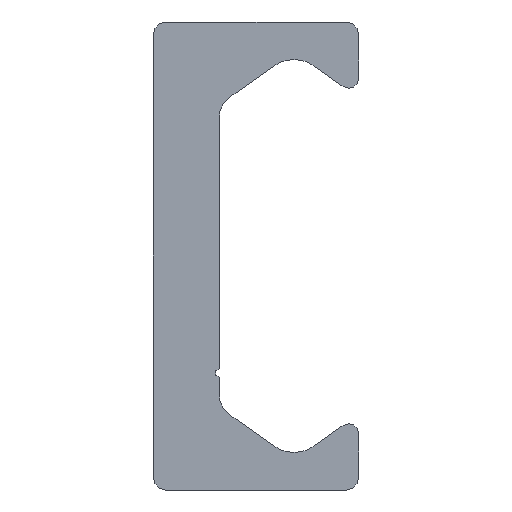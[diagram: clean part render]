
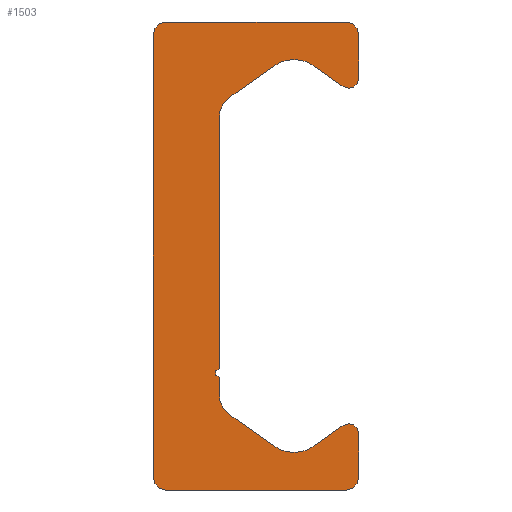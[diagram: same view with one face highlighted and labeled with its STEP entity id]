
A CAD part, left-side view. The second image highlights one B-rep face of the part: STEP entity #1503.
In plain terms, the highlighted planar face has unit normal (-1, 0, 0).
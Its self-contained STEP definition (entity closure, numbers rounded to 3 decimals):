
#708=CARTESIAN_POINT('',(0.0,2.2,-8.283));
#709=VERTEX_POINT('',#708);
#716=CARTESIAN_POINT('',(0.0,1.56,-9.512));
#717=VERTEX_POINT('',#716);
#718=CARTESIAN_POINT('',(0.0,0.7,-8.283));
#719=DIRECTION('',(-1.0,0.0,0.0));
#720=DIRECTION('',(0.0,-0.574,0.819));
#721=AXIS2_PLACEMENT_3D('',#718,#719,#720);
#722=CIRCLE('',#721,1.5);
#723=EDGE_CURVE('',#709,#717,#722,.T.);
#747=CARTESIAN_POINT('',(0.0,2.2,-7.25));
#748=VERTEX_POINT('',#747);
#755=CARTESIAN_POINT('',(0.0,2.2,-7.25));
#756=DIRECTION('',(0.0,0.0,-1.0));
#757=VECTOR('',#756,1.033);
#758=LINE('',#755,#757);
#759=EDGE_CURVE('',#748,#709,#758,.T.);
#779=CARTESIAN_POINT('',(0.0,2.2,-6.75));
#780=VERTEX_POINT('',#779);
#787=CARTESIAN_POINT('',(0.0,2.2,-7.));
#788=DIRECTION('',(-1.0,0.0,0.0));
#789=DIRECTION('',(0.0,-1.0,0.0));
#790=AXIS2_PLACEMENT_3D('',#787,#788,#789);
#791=CIRCLE('',#790,0.25);
#792=EDGE_CURVE('',#780,#748,#791,.T.);
#811=CARTESIAN_POINT('',(0.0,2.2,8.283));
#812=VERTEX_POINT('',#811);
#819=CARTESIAN_POINT('',(0.0,2.2,8.283));
#820=DIRECTION('',(0.0,0.0,-1.0));
#821=VECTOR('',#820,15.033);
#822=LINE('',#819,#821);
#823=EDGE_CURVE('',#812,#780,#822,.T.);
#882=CARTESIAN_POINT('',(0.0,1.56,9.512));
#883=VERTEX_POINT('',#882);
#890=CARTESIAN_POINT('',(0.0,0.7,8.283));
#891=DIRECTION('',(-1.0,0.0,0.0));
#892=DIRECTION('',(0.0,-1.0,0.0));
#893=AXIS2_PLACEMENT_3D('',#890,#891,#892);
#894=CIRCLE('',#893,1.5);
#895=EDGE_CURVE('',#883,#812,#894,.T.);
#914=CARTESIAN_POINT('',(0.0,-1.123,11.391));
#915=VERTEX_POINT('',#914);
#922=CARTESIAN_POINT('',(0.0,-1.123,11.391));
#923=DIRECTION('',(0.0,0.819,-0.574));
#924=VECTOR('',#923,3.276);
#925=LINE('',#922,#924);
#926=EDGE_CURVE('',#915,#883,#925,.T.);
#946=CARTESIAN_POINT('',(0.0,-3.417,11.391));
#947=VERTEX_POINT('',#946);
#954=CARTESIAN_POINT('',(0.0,-2.27,9.753));
#955=DIRECTION('',(-1.0,0.0,0.0));
#956=DIRECTION('',(0.0,-0.574,-0.819));
#957=AXIS2_PLACEMENT_3D('',#954,#955,#956);
#958=CIRCLE('',#957,2.);
#959=EDGE_CURVE('',#947,#915,#958,.T.);
#978=CARTESIAN_POINT('',(0.0,-5.206,10.139));
#979=VERTEX_POINT('',#978);
#986=CARTESIAN_POINT('',(0.0,-5.206,10.139));
#987=DIRECTION('',(0.0,0.819,0.574));
#988=VECTOR('',#987,2.184);
#989=LINE('',#986,#988);
#990=EDGE_CURVE('',#979,#947,#989,.T.);
#1010=CARTESIAN_POINT('',(0.0,-6.15,10.63));
#1011=VERTEX_POINT('',#1010);
#1018=CARTESIAN_POINT('',(0.0,-5.55,10.63));
#1019=DIRECTION('',(1.0,0.0,0.0));
#1020=DIRECTION('',(0.0,-1.0,0.0));
#1021=AXIS2_PLACEMENT_3D('',#1018,#1019,#1020);
#1022=CIRCLE('',#1021,0.6);
#1023=EDGE_CURVE('',#1011,#979,#1022,.T.);
#1042=CARTESIAN_POINT('',(0.0,-6.15,13.25));
#1043=VERTEX_POINT('',#1042);
#1050=CARTESIAN_POINT('',(0.0,-6.15,13.25));
#1051=DIRECTION('',(0.0,0.0,-1.0));
#1052=VECTOR('',#1051,2.62);
#1053=LINE('',#1050,#1052);
#1054=EDGE_CURVE('',#1043,#1011,#1053,.T.);
#1075=CARTESIAN_POINT('',(0.0,5.4,14.));
#1076=VERTEX_POINT('',#1075);
#1083=CARTESIAN_POINT('',(0.0,-5.4,14.));
#1084=VERTEX_POINT('',#1083);
#1085=CARTESIAN_POINT('',(0.0,5.4,14.));
#1086=DIRECTION('',(0.0,-1.0,0.0));
#1087=VECTOR('',#1086,10.8);
#1088=LINE('',#1085,#1087);
#1089=EDGE_CURVE('',#1076,#1084,#1088,.T.);
#1115=CARTESIAN_POINT('',(0.0,6.15,-13.25));
#1116=VERTEX_POINT('',#1115);
#1123=CARTESIAN_POINT('',(0.0,6.15,13.25));
#1124=VERTEX_POINT('',#1123);
#1125=CARTESIAN_POINT('',(0.0,6.15,-13.25));
#1126=DIRECTION('',(0.0,0.0,1.0));
#1127=VECTOR('',#1126,26.5);
#1128=LINE('',#1125,#1127);
#1129=EDGE_CURVE('',#1116,#1124,#1128,.T.);
#1194=CARTESIAN_POINT('',(0.0,-5.4,-14.));
#1195=VERTEX_POINT('',#1194);
#1202=CARTESIAN_POINT('',(0.0,5.4,-14.));
#1203=VERTEX_POINT('',#1202);
#1204=CARTESIAN_POINT('',(0.0,-5.4,-14.));
#1205=DIRECTION('',(0.0,1.0,0.0));
#1206=VECTOR('',#1205,10.8);
#1207=LINE('',#1204,#1206);
#1208=EDGE_CURVE('',#1195,#1203,#1207,.T.);
#1234=CARTESIAN_POINT('',(0.0,-6.15,-10.63));
#1235=VERTEX_POINT('',#1234);
#1242=CARTESIAN_POINT('',(0.0,-6.15,-13.25));
#1243=VERTEX_POINT('',#1242);
#1244=CARTESIAN_POINT('',(0.0,-6.15,-10.63));
#1245=DIRECTION('',(0.0,0.0,-1.0));
#1246=VECTOR('',#1245,2.62);
#1247=LINE('',#1244,#1246);
#1248=EDGE_CURVE('',#1235,#1243,#1247,.T.);
#1273=CARTESIAN_POINT('',(0.0,-5.206,-10.139));
#1274=VERTEX_POINT('',#1273);
#1281=CARTESIAN_POINT('',(0.0,-5.55,-10.63));
#1282=DIRECTION('',(1.0,0.0,0.0));
#1283=DIRECTION('',(0.0,0.574,0.819));
#1284=AXIS2_PLACEMENT_3D('',#1281,#1282,#1283);
#1285=CIRCLE('',#1284,0.6);
#1286=EDGE_CURVE('',#1274,#1235,#1285,.T.);
#1305=CARTESIAN_POINT('',(0.0,-3.417,-11.391));
#1306=VERTEX_POINT('',#1305);
#1313=CARTESIAN_POINT('',(0.0,-3.417,-11.391));
#1314=DIRECTION('',(0.0,-0.819,0.574));
#1315=VECTOR('',#1314,2.184);
#1316=LINE('',#1313,#1315);
#1317=EDGE_CURVE('',#1306,#1274,#1316,.T.);
#1337=CARTESIAN_POINT('',(0.0,-1.123,-11.391));
#1338=VERTEX_POINT('',#1337);
#1345=CARTESIAN_POINT('',(0.0,-2.27,-9.753));
#1346=DIRECTION('',(-1.0,0.0,0.0));
#1347=DIRECTION('',(0.0,0.574,0.819));
#1348=AXIS2_PLACEMENT_3D('',#1345,#1346,#1347);
#1349=CIRCLE('',#1348,2.);
#1350=EDGE_CURVE('',#1338,#1306,#1349,.T.);
#1368=CARTESIAN_POINT('',(0.0,1.56,-9.512));
#1369=DIRECTION('',(0.0,-0.819,-0.574));
#1370=VECTOR('',#1369,3.276);
#1371=LINE('',#1368,#1370);
#1372=EDGE_CURVE('',#717,#1338,#1371,.T.);
#1384=CARTESIAN_POINT('',(0.0,-5.4,-13.25));
#1385=DIRECTION('',(1.0,0.0,0.0));
#1386=DIRECTION('',(0.0,1.0,0.0));
#1387=AXIS2_PLACEMENT_3D('',#1384,#1385,#1386);
#1388=CIRCLE('',#1387,0.75);
#1389=EDGE_CURVE('',#1243,#1195,#1388,.T.);
#1408=CARTESIAN_POINT('',(0.0,5.4,-13.25));
#1409=DIRECTION('',(1.0,0.0,0.0));
#1410=DIRECTION('',(0.0,1.0,0.0));
#1411=AXIS2_PLACEMENT_3D('',#1408,#1409,#1410);
#1412=CIRCLE('',#1411,0.75);
#1413=EDGE_CURVE('',#1203,#1116,#1412,.T.);
#1432=CARTESIAN_POINT('',(0.0,5.4,13.25));
#1433=DIRECTION('',(1.0,0.0,0.0));
#1434=DIRECTION('',(0.0,1.0,0.0));
#1435=AXIS2_PLACEMENT_3D('',#1432,#1433,#1434);
#1436=CIRCLE('',#1435,0.75);
#1437=EDGE_CURVE('',#1124,#1076,#1436,.T.);
#1456=CARTESIAN_POINT('',(0.0,-5.4,13.25));
#1457=DIRECTION('',(1.0,0.0,0.0));
#1458=DIRECTION('',(0.0,1.0,0.0));
#1459=AXIS2_PLACEMENT_3D('',#1456,#1457,#1458);
#1460=CIRCLE('',#1459,0.75);
#1461=EDGE_CURVE('',#1084,#1043,#1460,.T.);
#1474=CARTESIAN_POINT('',(0.0,-5.436,13.286));
#1475=DIRECTION('',(1.0,0.0,0.0));
#1476=DIRECTION('',(0.0,0.0,-1.0));
#1477=AXIS2_PLACEMENT_3D('',#1474,#1475,#1476);
#1478=PLANE('',#1477);
#1479=ORIENTED_EDGE('',*,*,#1461,.F.);
#1480=ORIENTED_EDGE('',*,*,#1089,.F.);
#1481=ORIENTED_EDGE('',*,*,#1437,.F.);
#1482=ORIENTED_EDGE('',*,*,#1129,.F.);
#1483=ORIENTED_EDGE('',*,*,#1413,.F.);
#1484=ORIENTED_EDGE('',*,*,#1208,.F.);
#1485=ORIENTED_EDGE('',*,*,#1389,.F.);
#1486=ORIENTED_EDGE('',*,*,#1248,.F.);
#1487=ORIENTED_EDGE('',*,*,#1286,.F.);
#1488=ORIENTED_EDGE('',*,*,#1317,.F.);
#1489=ORIENTED_EDGE('',*,*,#1350,.F.);
#1490=ORIENTED_EDGE('',*,*,#1372,.F.);
#1491=ORIENTED_EDGE('',*,*,#723,.F.);
#1492=ORIENTED_EDGE('',*,*,#759,.F.);
#1493=ORIENTED_EDGE('',*,*,#792,.F.);
#1494=ORIENTED_EDGE('',*,*,#823,.F.);
#1495=ORIENTED_EDGE('',*,*,#895,.F.);
#1496=ORIENTED_EDGE('',*,*,#926,.F.);
#1497=ORIENTED_EDGE('',*,*,#959,.F.);
#1498=ORIENTED_EDGE('',*,*,#990,.F.);
#1499=ORIENTED_EDGE('',*,*,#1023,.F.);
#1500=ORIENTED_EDGE('',*,*,#1054,.F.);
#1501=EDGE_LOOP('',(#1479,#1480,#1481,#1482,#1483,#1484,#1485,#1486,#1487,#1488,#1489,#1490,#1491,#1492,#1493,#1494,#1495,#1496,#1497,#1498,#1499,#1500));
#1502=FACE_OUTER_BOUND('',#1501,.T.);
#1503=ADVANCED_FACE('',(#1502),#1478,.F.);
